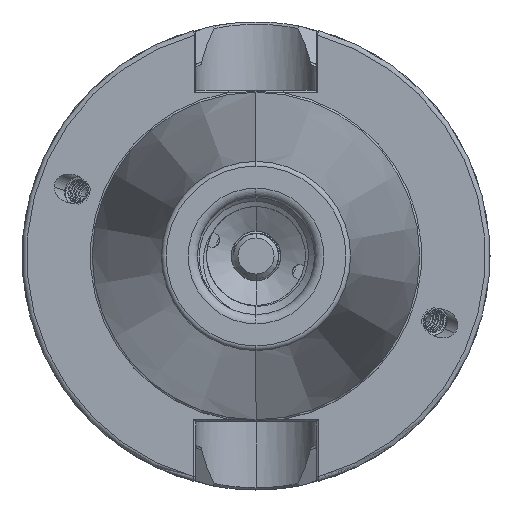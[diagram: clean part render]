
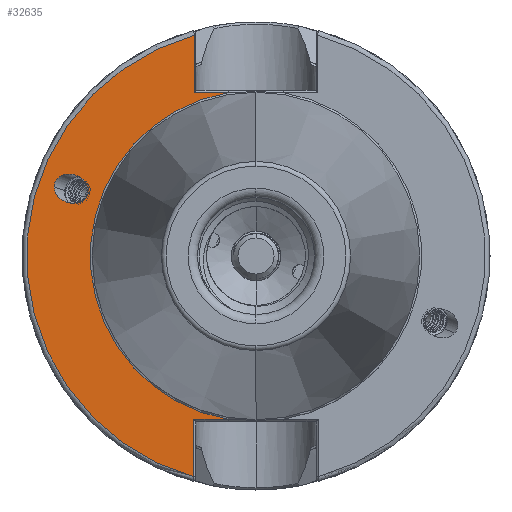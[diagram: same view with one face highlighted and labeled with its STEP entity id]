
A CAD part, left-side view. The second image highlights one B-rep face of the part: STEP entity #32635.
In plain terms, the highlighted planar face has unit normal (-1, 0, 0).
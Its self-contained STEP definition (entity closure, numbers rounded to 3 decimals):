
#840 = FACE_BOUND ( 'NONE', #7935, .T. ) ;
#843 = FACE_OUTER_BOUND ( 'NONE', #7923, .T. ) ;
#1305 = CARTESIAN_POINT ( 'NONE',  ( 0., 13.194, 34.9 ) ) ;
#1447 = CARTESIAN_POINT ( 'NONE',  ( 0., 35.816, 13.963 ) ) ;
#1458 = CARTESIAN_POINT ( 'NONE',  ( 0., 43.118, 14.766 ) ) ;
#1463 = CARTESIAN_POINT ( 'NONE',  ( 0., 35.968, 13.091 ) ) ;
#2698 = EDGE_CURVE ( 'NONE', #8807, #8790, #8470, .T. ) ;
#2700 = EDGE_CURVE ( 'NONE', #8772, #8846, #8487, .T. ) ;
#2711 = EDGE_CURVE ( 'NONE', #8790, #8777, #29694, .T. ) ;
#2717 = EDGE_CURVE ( 'NONE', #8772, #8758, #29717, .T. ) ;
#2731 = EDGE_CURVE ( 'NONE', #8846, #8807, #29712, .T. ) ;
#2772 = EDGE_CURVE ( 'NONE', #23993, #24020, #24703, .T. ) ;
#2785 = EDGE_CURVE ( 'NONE', #8777, #8758, #29734, .T. ) ;
#3253 = EDGE_CURVE ( 'NONE', #24020, #24005, #24802, .T. ) ;
#3262 = EDGE_CURVE ( 'NONE', #24005, #23993, #24832, .T. ) ;
#7923 = EDGE_LOOP ( 'NONE', ( #17798, #17996, #17824, #18070, #17766, #25515 ) ) ;
#7935 = EDGE_LOOP ( 'NONE', ( #17911, #17928, #18067 ) ) ;
#8454 = VECTOR ( 'NONE', #31331, 1000. ) ;
#8470 = CIRCLE ( 'NONE', #27863, 49. ) ;
#8487 = LINE ( 'NONE', #31369, #8454 ) ;
#8758 = VERTEX_POINT ( 'NONE', #15748 ) ;
#8772 = VERTEX_POINT ( 'NONE', #15725 ) ;
#8777 = VERTEX_POINT ( 'NONE', #15788 ) ;
#8790 = VERTEX_POINT ( 'NONE', #15767 ) ;
#8807 = VERTEX_POINT ( 'NONE', #15817 ) ;
#8846 = VERTEX_POINT ( 'NONE', #1305 ) ;
#9262 = CARTESIAN_POINT ( 'NONE',  ( 0., 43.118, 14.766 ) ) ;
#9264 = CARTESIAN_POINT ( 'NONE',  ( 0., 43.118, 20.987 ) ) ;
#9280 = CARTESIAN_POINT ( 'NONE',  ( 0., 35.816, 20.184 ) ) ;
#9339 = CARTESIAN_POINT ( 'NONE',  ( 0., 35.816, 13.963 ) ) ;
#9342 = CARTESIAN_POINT ( 'NONE',  ( 0., 35.968, 13.091 ) ) ;
#9382 = CARTESIAN_POINT ( 'NONE',  ( 0., 35.816, 13.662 ) ) ;
#9384 = CARTESIAN_POINT ( 'NONE',  ( 0., 35.867, 13.369 ) ) ;
#9422 = CARTESIAN_POINT ( 'NONE',  ( 0., 35.816, 13.963 ) ) ;
#12315 = DIRECTION ( 'NONE',  ( 1., 0., 0. ) ) ;
#12339 = PLANE ( 'NONE',  #32854 ) ;
#12341 = CARTESIAN_POINT ( 'NONE',  ( 0., 35.398, 0. ) ) ;
#12349 = DIRECTION ( 'NONE',  ( 0., 0., -1. ) ) ;
#15725 = CARTESIAN_POINT ( 'NONE',  ( 0., 5.916, 34.9 ) ) ;
#15748 = CARTESIAN_POINT ( 'NONE',  ( 0., 5.916, -34.9 ) ) ;
#15767 = CARTESIAN_POINT ( 'NONE',  ( 0., 13.279, -47.166 ) ) ;
#15788 = CARTESIAN_POINT ( 'NONE',  ( 0., 13.279, -34.9 ) ) ;
#15817 = CARTESIAN_POINT ( 'NONE',  ( 0., 13.194, 47.19 ) ) ;
#17734 = CARTESIAN_POINT ( 'NONE',  ( 0., 43.118, 9.99 ) ) ;
#17766 = ORIENTED_EDGE ( 'NONE', *, *, #2700, .T. ) ;
#17775 = CARTESIAN_POINT ( 'NONE',  ( 0., 43.118, 14.766 ) ) ;
#17798 = ORIENTED_EDGE ( 'NONE', *, *, #2698, .T. ) ;
#17820 = CARTESIAN_POINT ( 'NONE',  ( 0., 35.968, 13.091 ) ) ;
#17822 = CARTESIAN_POINT ( 'NONE',  ( 0., 37.57, 8.69 ) ) ;
#17824 = ORIENTED_EDGE ( 'NONE', *, *, #2785, .T. ) ;
#17901 = DIRECTION ( 'NONE',  ( 0., -1., 0. ) ) ;
#17911 = ORIENTED_EDGE ( 'NONE', *, *, #2772, .T. ) ;
#17928 = ORIENTED_EDGE ( 'NONE', *, *, #3253, .T. ) ;
#17929 = CARTESIAN_POINT ( 'NONE',  ( 0., 35.398, -34.9 ) ) ;
#17996 = ORIENTED_EDGE ( 'NONE', *, *, #2711, .T. ) ;
#18067 = ORIENTED_EDGE ( 'NONE', *, *, #3262, .T. ) ;
#18070 = ORIENTED_EDGE ( 'NONE', *, *, #2717, .F. ) ;
#19430 = CARTESIAN_POINT ( 'NONE',  ( 0., 13.194, 47.285 ) ) ;
#19435 = DIRECTION ( 'NONE',  ( 0., 0., 1. ) ) ;
#23993 = VERTEX_POINT ( 'NONE', #1463 ) ;
#24005 = VERTEX_POINT ( 'NONE', #1447 ) ;
#24020 = VERTEX_POINT ( 'NONE', #1458 ) ;
#24703 =( BOUNDED_CURVE ( )  B_SPLINE_CURVE ( 3, ( #17820, #17822, #17734, #17775 ),
 .UNSPECIFIED., .F., .F. ) 
 B_SPLINE_CURVE_WITH_KNOTS ( ( 4, 4 ),
 ( 0., 2.852 ),
 .UNSPECIFIED. ) 
 CURVE ( )  GEOMETRIC_REPRESENTATION_ITEM ( )  RATIONAL_B_SPLINE_CURVE ( ( 1., 0.43, 0.43, 1. ) ) 
 REPRESENTATION_ITEM ( '' )  );
#24802 =( BOUNDED_CURVE ( )  B_SPLINE_CURVE ( 3, ( #9262, #9264, #9280, #9339 ),
 .UNSPECIFIED., .F., .F. ) 
 B_SPLINE_CURVE_WITH_KNOTS ( ( 4, 4 ),
 ( 2.852, 5.993 ),
 .UNSPECIFIED. ) 
 CURVE ( )  GEOMETRIC_REPRESENTATION_ITEM ( )  RATIONAL_B_SPLINE_CURVE ( ( 1., 0.333, 0.333, 1. ) ) 
 REPRESENTATION_ITEM ( '' )  );
#24832 =( BOUNDED_CURVE ( )  B_SPLINE_CURVE ( 3, ( #9422, #9382, #9384, #9342 ),
 .UNSPECIFIED., .F., .F. ) 
 B_SPLINE_CURVE_WITH_KNOTS ( ( 4, 4 ),
 ( 5.993, 6.283 ),
 .UNSPECIFIED. ) 
 CURVE ( )  GEOMETRIC_REPRESENTATION_ITEM ( )  RATIONAL_B_SPLINE_CURVE ( ( 1., 0.993, 0.993, 1. ) ) 
 REPRESENTATION_ITEM ( '' )  );
#25515 = ORIENTED_EDGE ( 'NONE', *, *, #2731, .T. ) ;
#27863 = AXIS2_PLACEMENT_3D ( 'NONE', #31365, #31346, #31334 ) ;
#27875 = AXIS2_PLACEMENT_3D ( 'NONE', #31390, #31414, #31386 ) ;
#29690 = VECTOR ( 'NONE', #19435, 1000. ) ;
#29694 = LINE ( 'NONE', #31376, #29709 ) ;
#29709 = VECTOR ( 'NONE', #31380, 1000. ) ;
#29712 = LINE ( 'NONE', #19430, #29690 ) ;
#29717 = CIRCLE ( 'NONE', #27875, 35.398 ) ;
#29734 = LINE ( 'NONE', #17929, #29756 ) ;
#29756 = VECTOR ( 'NONE', #17901, 1000. ) ;
#31331 = DIRECTION ( 'NONE',  ( 0., 1., 0. ) ) ;
#31334 = DIRECTION ( 'NONE',  ( 0., 0., 1. ) ) ;
#31346 = DIRECTION ( 'NONE',  ( -1., 0., 0. ) ) ;
#31365 = CARTESIAN_POINT ( 'NONE',  ( 0., 0., 0. ) ) ;
#31369 = CARTESIAN_POINT ( 'NONE',  ( 0., 12.85, 34.9 ) ) ;
#31376 = CARTESIAN_POINT ( 'NONE',  ( 0., 13.279, 0. ) ) ;
#31380 = DIRECTION ( 'NONE',  ( 0., 0., 1. ) ) ;
#31386 = DIRECTION ( 'NONE',  ( 0., 0., 1. ) ) ;
#31390 = CARTESIAN_POINT ( 'NONE',  ( 0., 0., 0. ) ) ;
#31414 = DIRECTION ( 'NONE',  ( -1., 0., 0. ) ) ;
#32635 = ADVANCED_FACE ( 'NONE', ( #840, #843 ), #12339, .F. ) ;
#32854 = AXIS2_PLACEMENT_3D ( 'NONE', #12341, #12315, #12349 ) ;
